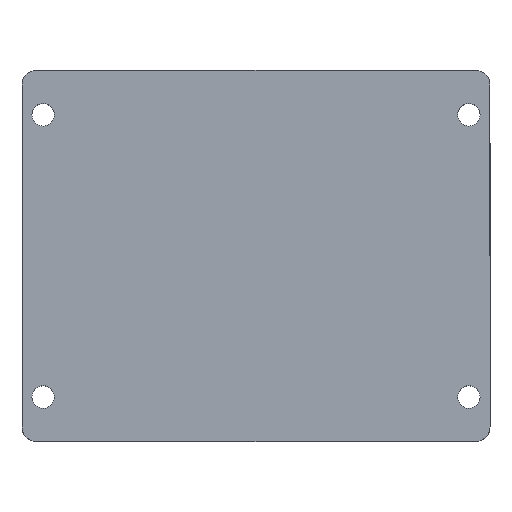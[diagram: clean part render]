
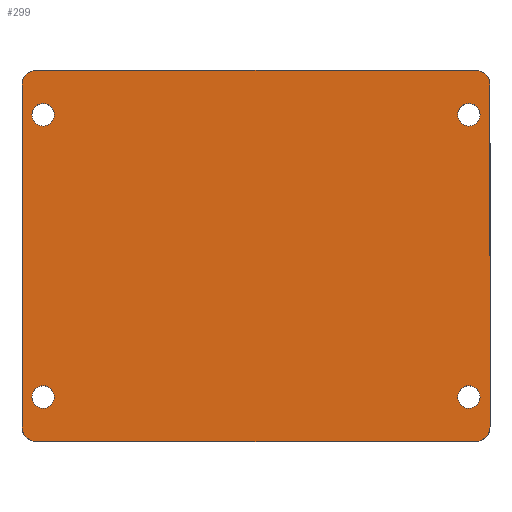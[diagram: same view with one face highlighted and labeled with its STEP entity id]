
A CAD part, top view. The second image highlights one B-rep face of the part: STEP entity #299.
In plain terms, the highlighted planar face has unit normal (0, 0, 1).
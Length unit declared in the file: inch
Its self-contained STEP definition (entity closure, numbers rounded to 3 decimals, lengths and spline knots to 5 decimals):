
#3 = CARTESIAN_POINT ( 'NONE',  ( 1.5085, 0.95, 1. ) ) ;
#4 = FACE_OUTER_BOUND ( 'NONE', #1317, .T. ) ;
#7 = ORIENTED_EDGE ( 'NONE', *, *, #1220, .T. ) ;
#11 = EDGE_CURVE ( 'NONE', #282, #954, #273, .T. ) ;
#19 = CIRCLE ( 'NONE', #234, 0.076 ) ;
#21 = AXIS2_PLACEMENT_3D ( 'NONE', #662, #1330, #943 ) ;
#23 = DIRECTION ( 'NONE',  ( 1., 0., 0. ) ) ;
#29 = AXIS2_PLACEMENT_3D ( 'NONE', #300, #58, #599 ) ;
#37 = CARTESIAN_POINT ( 'NONE',  ( 1.575, 1.15, 1. ) ) ;
#45 = AXIS2_PLACEMENT_3D ( 'NONE', #336, #1425, #1006 ) ;
#58 = DIRECTION ( 'NONE',  ( 0., 0., -1. ) ) ;
#71 = CIRCLE ( 'NONE', #708, 0.076 ) ;
#74 = CIRCLE ( 'NONE', #1564, 0.1 ) ;
#80 = CIRCLE ( 'NONE', #1731, 0.076 ) ;
#107 = EDGE_CURVE ( 'NONE', #1715, #429, #919, .T. ) ;
#118 = CARTESIAN_POINT ( 'NONE',  ( -1.475, -1.25, 1. ) ) ;
#129 = CARTESIAN_POINT ( 'NONE',  ( -1.4325, 0.95, 1. ) ) ;
#136 = FACE_BOUND ( 'NONE', #608, .T. ) ;
#173 = ORIENTED_EDGE ( 'NONE', *, *, #221, .T. ) ;
#174 = DIRECTION ( 'NONE',  ( 0., 0., -1. ) ) ;
#178 = EDGE_CURVE ( 'NONE', #461, #906, #80, .T. ) ;
#187 = DIRECTION ( 'NONE',  ( 1., 0., 0. ) ) ;
#218 = VERTEX_POINT ( 'NONE', #1250 ) ;
#221 = EDGE_CURVE ( 'NONE', #429, #1715, #353, .T. ) ;
#224 = CARTESIAN_POINT ( 'NONE',  ( 1.475, 1.25, 1. ) ) ;
#225 = ORIENTED_EDGE ( 'NONE', *, *, #1405, .T. ) ;
#228 = EDGE_CURVE ( 'NONE', #638, #457, #920, .T. ) ;
#232 = PLANE ( 'NONE',  #490 ) ;
#234 = AXIS2_PLACEMENT_3D ( 'NONE', #1365, #592, #693 ) ;
#246 = EDGE_CURVE ( 'NONE', #773, #282, #380, .T. ) ;
#273 = LINE ( 'NONE', #1592, #489 ) ;
#279 = CARTESIAN_POINT ( 'NONE',  ( -1.475, 1.15, 1. ) ) ;
#282 = VERTEX_POINT ( 'NONE', #224 ) ;
#299 = ADVANCED_FACE ( 'NONE', ( #1550, #1460, #1466, #136, #4 ), #232, .T. ) ;
#300 = CARTESIAN_POINT ( 'NONE',  ( 1.4325, 0.95, 1. ) ) ;
#302 = CARTESIAN_POINT ( 'NONE',  ( 1.4325, -0.95, 1. ) ) ;
#312 = CARTESIAN_POINT ( 'NONE',  ( -1.475, -1.15, 1. ) ) ;
#336 = CARTESIAN_POINT ( 'NONE',  ( -1.4325, -0.95, 1. ) ) ;
#342 = CARTESIAN_POINT ( 'NONE',  ( 1.5085, -0.95, 1. ) ) ;
#348 = ORIENTED_EDGE ( 'NONE', *, *, #107, .T. ) ;
#353 = CIRCLE ( 'NONE', #1457, 0.076 ) ;
#380 = CIRCLE ( 'NONE', #606, 0.1 ) ;
#398 = VERTEX_POINT ( 'NONE', #929 ) ;
#403 = CARTESIAN_POINT ( 'NONE',  ( -1.5085, 0.95, 1. ) ) ;
#429 = VERTEX_POINT ( 'NONE', #403 ) ;
#436 = EDGE_CURVE ( 'NONE', #954, #1489, #1639, .T. ) ;
#437 = CARTESIAN_POINT ( 'NONE',  ( -1.575, 1.25, 1. ) ) ;
#439 = CARTESIAN_POINT ( 'NONE',  ( -1.4325, 0.95, 1. ) ) ;
#457 = VERTEX_POINT ( 'NONE', #1435 ) ;
#460 = EDGE_CURVE ( 'NONE', #1118, #1677, #74, .T. ) ;
#461 = VERTEX_POINT ( 'NONE', #618 ) ;
#470 = CARTESIAN_POINT ( 'NONE',  ( -1.575, 1.15, 1. ) ) ;
#485 = EDGE_LOOP ( 'NONE', ( #1647, #1102 ) ) ;
#489 = VECTOR ( 'NONE', #537, 39.37008 ) ;
#490 = AXIS2_PLACEMENT_3D ( 'NONE', #1582, #1207, #1199 ) ;
#507 = EDGE_CURVE ( 'NONE', #398, #734, #852, .T. ) ;
#537 = DIRECTION ( 'NONE',  ( -1., 0., 0. ) ) ;
#562 = ORIENTED_EDGE ( 'NONE', *, *, #507, .T. ) ;
#592 = DIRECTION ( 'NONE',  ( 0., 0., -1. ) ) ;
#599 = DIRECTION ( 'NONE',  ( -1., 0., 0. ) ) ;
#606 = AXIS2_PLACEMENT_3D ( 'NONE', #1428, #1692, #1177 ) ;
#608 = EDGE_LOOP ( 'NONE', ( #1674, #7 ) ) ;
#618 = CARTESIAN_POINT ( 'NONE',  ( 1.3565, -0.95, 1. ) ) ;
#638 = VERTEX_POINT ( 'NONE', #3 ) ;
#653 = ORIENTED_EDGE ( 'NONE', *, *, #900, .T. ) ;
#655 = DIRECTION ( 'NONE',  ( 0., 0., -1. ) ) ;
#662 = CARTESIAN_POINT ( 'NONE',  ( 1.4325, 0.95, 1. ) ) ;
#667 = AXIS2_PLACEMENT_3D ( 'NONE', #312, #1289, #187 ) ;
#679 = ORIENTED_EDGE ( 'NONE', *, *, #246, .T. ) ;
#693 = DIRECTION ( 'NONE',  ( -1., 0., 0. ) ) ;
#699 = DIRECTION ( 'NONE',  ( 0., 0., -1. ) ) ;
#708 = AXIS2_PLACEMENT_3D ( 'NONE', #302, #699, #838 ) ;
#713 = DIRECTION ( 'NONE',  ( 0., 0., -1. ) ) ;
#722 = DIRECTION ( 'NONE',  ( 0., 0., 1. ) ) ;
#725 = EDGE_CURVE ( 'NONE', #1489, #218, #1114, .T. ) ;
#733 = VECTOR ( 'NONE', #1106, 39.37008 ) ;
#734 = VERTEX_POINT ( 'NONE', #986 ) ;
#773 = VERTEX_POINT ( 'NONE', #37 ) ;
#805 = CARTESIAN_POINT ( 'NONE',  ( 1.575, -1.15, 1. ) ) ;
#816 = DIRECTION ( 'NONE',  ( 0., 0., 1. ) ) ;
#838 = DIRECTION ( 'NONE',  ( -1., 0., 0. ) ) ;
#848 = DIRECTION ( 'NONE',  ( -1., 0., 0. ) ) ;
#852 = CIRCLE ( 'NONE', #45, 0.076 ) ;
#858 = DIRECTION ( 'NONE',  ( 1., 0., 0. ) ) ;
#891 = ORIENTED_EDGE ( 'NONE', *, *, #1038, .T. ) ;
#893 = CARTESIAN_POINT ( 'NONE',  ( 1.575, 1.25, 1. ) ) ;
#900 = EDGE_CURVE ( 'NONE', #218, #1669, #1434, .T. ) ;
#906 = VERTEX_POINT ( 'NONE', #342 ) ;
#919 = CIRCLE ( 'NONE', #1536, 0.076 ) ;
#920 = CIRCLE ( 'NONE', #29, 0.076 ) ;
#929 = CARTESIAN_POINT ( 'NONE',  ( -1.5085, -0.95, 1. ) ) ;
#943 = DIRECTION ( 'NONE',  ( -1., 0., 0. ) ) ;
#954 = VERTEX_POINT ( 'NONE', #1527 ) ;
#967 = CARTESIAN_POINT ( 'NONE',  ( -1.3565, 0.95, 1. ) ) ;
#970 = DIRECTION ( 'NONE',  ( -1., 0., 0. ) ) ;
#986 = CARTESIAN_POINT ( 'NONE',  ( -1.3565, -0.95, 1. ) ) ;
#1006 = DIRECTION ( 'NONE',  ( -1., 0., 0. ) ) ;
#1038 = EDGE_CURVE ( 'NONE', #1669, #1118, #1440, .T. ) ;
#1040 = LINE ( 'NONE', #893, #1388 ) ;
#1102 = ORIENTED_EDGE ( 'NONE', *, *, #228, .T. ) ;
#1106 = DIRECTION ( 'NONE',  ( 0., -1., 0. ) ) ;
#1114 = LINE ( 'NONE', #437, #733 ) ;
#1118 = VERTEX_POINT ( 'NONE', #1181 ) ;
#1177 = DIRECTION ( 'NONE',  ( 1., 0., 0. ) ) ;
#1181 = CARTESIAN_POINT ( 'NONE',  ( 1.475, -1.25, 1. ) ) ;
#1192 = ORIENTED_EDGE ( 'NONE', *, *, #460, .T. ) ;
#1199 = DIRECTION ( 'NONE',  ( 1., 0., 0. ) ) ;
#1207 = DIRECTION ( 'NONE',  ( 0., 0., 1. ) ) ;
#1220 = EDGE_CURVE ( 'NONE', #906, #461, #71, .T. ) ;
#1240 = ORIENTED_EDGE ( 'NONE', *, *, #436, .T. ) ;
#1250 = CARTESIAN_POINT ( 'NONE',  ( -1.575, -1.15, 1. ) ) ;
#1275 = VECTOR ( 'NONE', #1355, 39.37008 ) ;
#1289 = DIRECTION ( 'NONE',  ( 0., 0., 1. ) ) ;
#1317 = EDGE_LOOP ( 'NONE', ( #1693, #1240, #1445, #653, #891, #1192, #1517, #679 ) ) ;
#1327 = CIRCLE ( 'NONE', #21, 0.076 ) ;
#1330 = DIRECTION ( 'NONE',  ( 0., 0., -1. ) ) ;
#1331 = EDGE_LOOP ( 'NONE', ( #562, #225 ) ) ;
#1353 = DIRECTION ( 'NONE',  ( -1., 0., 0. ) ) ;
#1355 = DIRECTION ( 'NONE',  ( 1., 0., 0. ) ) ;
#1365 = CARTESIAN_POINT ( 'NONE',  ( -1.4325, -0.95, 1. ) ) ;
#1387 = CARTESIAN_POINT ( 'NONE',  ( 1.4325, -0.95, 1. ) ) ;
#1388 = VECTOR ( 'NONE', #1446, 39.37008 ) ;
#1405 = EDGE_CURVE ( 'NONE', #734, #398, #19, .T. ) ;
#1408 = EDGE_LOOP ( 'NONE', ( #173, #348 ) ) ;
#1425 = DIRECTION ( 'NONE',  ( 0., 0., -1. ) ) ;
#1428 = CARTESIAN_POINT ( 'NONE',  ( 1.475, 1.15, 1. ) ) ;
#1434 = CIRCLE ( 'NONE', #667, 0.1 ) ;
#1435 = CARTESIAN_POINT ( 'NONE',  ( 1.3565, 0.95, 1. ) ) ;
#1440 = LINE ( 'NONE', #1709, #1275 ) ;
#1445 = ORIENTED_EDGE ( 'NONE', *, *, #725, .T. ) ;
#1446 = DIRECTION ( 'NONE',  ( 0., 1., 0. ) ) ;
#1457 = AXIS2_PLACEMENT_3D ( 'NONE', #439, #713, #970 ) ;
#1460 = FACE_BOUND ( 'NONE', #1408, .T. ) ;
#1466 = FACE_BOUND ( 'NONE', #1331, .T. ) ;
#1479 = EDGE_CURVE ( 'NONE', #1677, #773, #1040, .T. ) ;
#1489 = VERTEX_POINT ( 'NONE', #470 ) ;
#1517 = ORIENTED_EDGE ( 'NONE', *, *, #1479, .T. ) ;
#1527 = CARTESIAN_POINT ( 'NONE',  ( -1.475, 1.25, 1. ) ) ;
#1536 = AXIS2_PLACEMENT_3D ( 'NONE', #129, #655, #848 ) ;
#1540 = CARTESIAN_POINT ( 'NONE',  ( 1.475, -1.15, 1. ) ) ;
#1550 = FACE_BOUND ( 'NONE', #485, .T. ) ;
#1564 = AXIS2_PLACEMENT_3D ( 'NONE', #1540, #722, #858 ) ;
#1582 = CARTESIAN_POINT ( 'NONE',  ( 0., 0., 1. ) ) ;
#1587 = AXIS2_PLACEMENT_3D ( 'NONE', #279, #816, #23 ) ;
#1592 = CARTESIAN_POINT ( 'NONE',  ( -1.575, 1.25, 1. ) ) ;
#1639 = CIRCLE ( 'NONE', #1587, 0.1 ) ;
#1647 = ORIENTED_EDGE ( 'NONE', *, *, #1725, .T. ) ;
#1669 = VERTEX_POINT ( 'NONE', #118 ) ;
#1674 = ORIENTED_EDGE ( 'NONE', *, *, #178, .T. ) ;
#1677 = VERTEX_POINT ( 'NONE', #805 ) ;
#1692 = DIRECTION ( 'NONE',  ( 0., 0., 1. ) ) ;
#1693 = ORIENTED_EDGE ( 'NONE', *, *, #11, .T. ) ;
#1709 = CARTESIAN_POINT ( 'NONE',  ( -1.575, -1.25, 1. ) ) ;
#1715 = VERTEX_POINT ( 'NONE', #967 ) ;
#1725 = EDGE_CURVE ( 'NONE', #457, #638, #1327, .T. ) ;
#1731 = AXIS2_PLACEMENT_3D ( 'NONE', #1387, #174, #1353 ) ;
